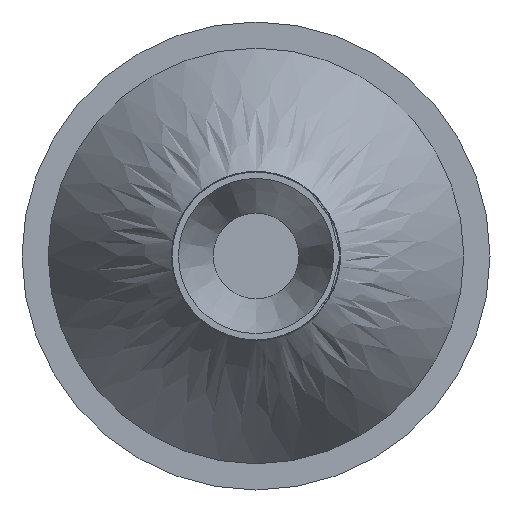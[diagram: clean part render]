
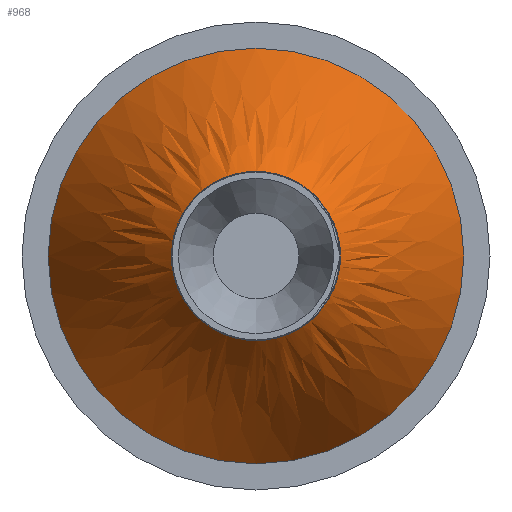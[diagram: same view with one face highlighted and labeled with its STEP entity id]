
A CAD part, front view. The second image highlights one B-rep face of the part: STEP entity #968.
In plain terms, the highlighted face is a revolution surface.
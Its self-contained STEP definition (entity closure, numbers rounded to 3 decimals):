
#968=ADVANCED_FACE('',(#2250,#2251),#2252,.T.);
#2250=FACE_OUTER_BOUND('',#4068,.T.);
#2251=FACE_OUTER_BOUND('',#4069,.T.);
#2252=SURFACE_OF_REVOLUTION('',#4070,#4071);
#4068=EDGE_LOOP('',(#12923));
#4069=EDGE_LOOP('',(#12924));
#4070=B_SPLINE_CURVE_WITH_KNOTS('',3,(#12925,#12926,#12927,#12928,#12929,#12930,#12931,#12932,#12933,#12934,#12935,#12936,#12937,#12938,#12939,#12940,#12941,#12942,#12943,#12944,#12945,#12946,#12947,#12948,#12949,#12950,#12951,#12952,#12953,#12954,#12955,#12956,#12957,#12958,#12959,#12960,#12961,#12962,#12963,#12964,#12965,#12966,#12967,#12968,#12969,#12970,#12971,#12972,#12973,#12974,#12975,#12976,#12977,#12978,#12979,#12980,#12981,#12982,#12983,#12984,#12985,#12986,#12987,#12988,#12989,#12990,#12991,#12992,#12993,#12994,#12995,#12996,#12997,#12998,#12999,#13000,#13001,#13002,#13003,#13004,#13005,#13006,#13007,#13008,#13009,#13010,#13011,#13012,#13013,#13014,#13015,#13016,#13017,#13018,#13019,#13020,#13021,#13022),.UNSPECIFIED.,.F.,.F.,(4,3,1,1,1,1,1,1,1,1,1,1,1,1,1,1,1,1,1,1,1,1,1,1,1,1,1,1,1,1,1,1,1,1,1,1,1,1,1,1,1,1,1,1,1,1,1,1,1,1,1,1,1,1,1,1,1,1,1,1,1,1,1,1,1,1,1,1,1,1,1,1,1,1,1,1,1,1,1,1,1,1,1,1,1,1,1,1,1,1,1,1,1,4),(-0.154,-0.017,-0.016,-0.016,-0.016,-0.016,-0.016,-0.015,-0.015,-0.015,-0.015,-0.014,-0.014,-0.014,-0.014,-0.013,-0.013,-0.013,-0.012,-0.012,-0.012,-0.011,-0.011,-0.011,-0.01,-0.01,-0.009,-0.009,-0.009,-0.008,-0.008,-0.007,-0.007,-0.007,-0.006,-0.006,-0.006,-0.005,-0.005,-0.005,-0.004,-0.004,-0.004,-0.004,-0.004,-0.003,-0.003,-0.003,-0.003,-0.003,-0.002,-0.002,-0.002,-0.002,-0.002,-0.002,-0.002,-0.002,-0.001,-0.001,-0.001,-0.001,-0.001,-0.001,-0.001,-0.001,-0.001,-0.001,-0.001,-0.001,-0.001,-0.001,0.,0.,0.,0.,0.,0.,0.,0.,0.,0.,0.,0.,0.,0.,0.,0.,0.,0.,0.,0.,0.,0.),.UNSPECIFIED.);
#4071=AXIS1_PLACEMENT('',#13023,#13024);
#12923=ORIENTED_EDGE('',*,*,#25732,.F.);
#12924=ORIENTED_EDGE('',*,*,#26684,.T.);
#12925=CARTESIAN_POINT('',(5.854,0.,0.0));
#12926=CARTESIAN_POINT('',(5.87,0.017,0.0));
#12927=CARTESIAN_POINT('',(5.885,0.034,0.0));
#12928=CARTESIAN_POINT('',(5.9,0.051,0.0));
#12929=CARTESIAN_POINT('',(5.94,0.096,0.0));
#12930=CARTESIAN_POINT('',(6.022,0.187,0.0));
#12931=CARTESIAN_POINT('',(6.144,0.326,0.0));
#12932=CARTESIAN_POINT('',(6.27,0.471,0.0));
#12933=CARTESIAN_POINT('',(6.399,0.621,0.0));
#12934=CARTESIAN_POINT('',(6.53,0.777,0.0));
#12935=CARTESIAN_POINT('',(6.665,0.939,0.0));
#12936=CARTESIAN_POINT('',(6.804,1.108,0.0));
#12937=CARTESIAN_POINT('',(6.945,1.284,0.0));
#12938=CARTESIAN_POINT('',(7.091,1.467,0.0));
#12939=CARTESIAN_POINT('',(7.239,1.658,0.0));
#12940=CARTESIAN_POINT('',(7.392,1.856,0.0));
#12941=CARTESIAN_POINT('',(7.548,2.063,0.0));
#12942=CARTESIAN_POINT('',(7.708,2.278,0.0));
#12943=CARTESIAN_POINT('',(7.873,2.504,0.0));
#12944=CARTESIAN_POINT('',(8.044,2.742,0.0));
#12945=CARTESIAN_POINT('',(8.223,2.995,0.0));
#12946=CARTESIAN_POINT('',(8.407,3.262,0.0));
#12947=CARTESIAN_POINT('',(8.598,3.543,0.0));
#12948=CARTESIAN_POINT('',(8.793,3.837,0.0));
#12949=CARTESIAN_POINT('',(8.993,4.142,0.0));
#12950=CARTESIAN_POINT('',(9.195,4.458,0.0));
#12951=CARTESIAN_POINT('',(9.399,4.784,0.0));
#12952=CARTESIAN_POINT('',(9.605,5.117,0.0));
#12953=CARTESIAN_POINT('',(9.811,5.457,0.0));
#12954=CARTESIAN_POINT('',(10.015,5.801,0.0));
#12955=CARTESIAN_POINT('',(10.218,6.146,0.0));
#12956=CARTESIAN_POINT('',(10.418,6.493,0.0));
#12957=CARTESIAN_POINT('',(10.615,6.837,0.0));
#12958=CARTESIAN_POINT('',(10.807,7.178,0.0));
#12959=CARTESIAN_POINT('',(10.994,7.514,0.0));
#12960=CARTESIAN_POINT('',(11.175,7.844,0.0));
#12961=CARTESIAN_POINT('',(11.35,8.165,0.0));
#12962=CARTESIAN_POINT('',(11.519,8.477,0.0));
#12963=CARTESIAN_POINT('',(11.681,8.779,0.0));
#12964=CARTESIAN_POINT('',(11.836,9.07,0.0));
#12965=CARTESIAN_POINT('',(11.984,9.35,0.0));
#12966=CARTESIAN_POINT('',(12.125,9.618,0.0));
#12967=CARTESIAN_POINT('',(12.26,9.875,0.0));
#12968=CARTESIAN_POINT('',(12.387,10.119,0.0));
#12969=CARTESIAN_POINT('',(12.509,10.352,0.0));
#12970=CARTESIAN_POINT('',(12.624,10.574,0.0));
#12971=CARTESIAN_POINT('',(12.733,10.784,0.0));
#12972=CARTESIAN_POINT('',(12.836,10.983,0.0));
#12973=CARTESIAN_POINT('',(12.933,11.172,0.0));
#12974=CARTESIAN_POINT('',(13.026,11.35,0.0));
#12975=CARTESIAN_POINT('',(13.113,11.519,0.0));
#12976=CARTESIAN_POINT('',(13.196,11.678,0.0));
#12977=CARTESIAN_POINT('',(13.274,11.829,0.0));
#12978=CARTESIAN_POINT('',(13.347,11.971,0.0));
#12979=CARTESIAN_POINT('',(13.417,12.105,0.0));
#12980=CARTESIAN_POINT('',(13.483,12.231,0.0));
#12981=CARTESIAN_POINT('',(13.545,12.35,0.0));
#12982=CARTESIAN_POINT('',(13.604,12.463,0.0));
#12983=CARTESIAN_POINT('',(13.66,12.568,0.0));
#12984=CARTESIAN_POINT('',(13.713,12.668,0.0));
#12985=CARTESIAN_POINT('',(13.762,12.762,0.0));
#12986=CARTESIAN_POINT('',(13.809,12.851,0.0));
#12987=CARTESIAN_POINT('',(13.854,12.934,0.0));
#12988=CARTESIAN_POINT('',(13.896,13.013,0.0));
#12989=CARTESIAN_POINT('',(13.936,13.087,0.0));
#12990=CARTESIAN_POINT('',(13.974,13.157,0.0));
#12991=CARTESIAN_POINT('',(14.009,13.223,0.0));
#12992=CARTESIAN_POINT('',(14.043,13.285,0.0));
#12993=CARTESIAN_POINT('',(14.075,13.343,0.0));
#12994=CARTESIAN_POINT('',(14.105,13.398,0.0));
#12995=CARTESIAN_POINT('',(14.134,13.449,0.0));
#12996=CARTESIAN_POINT('',(14.161,13.498,0.0));
#12997=CARTESIAN_POINT('',(14.186,13.543,0.0));
#12998=CARTESIAN_POINT('',(14.21,13.586,0.0));
#12999=CARTESIAN_POINT('',(14.233,13.627,0.0));
#13000=CARTESIAN_POINT('',(14.255,13.664,0.0));
#13001=CARTESIAN_POINT('',(14.275,13.7,0.0));
#13002=CARTESIAN_POINT('',(14.294,13.733,0.0));
#13003=CARTESIAN_POINT('',(14.312,13.764,0.0));
#13004=CARTESIAN_POINT('',(14.329,13.794,0.0));
#13005=CARTESIAN_POINT('',(14.345,13.821,0.0));
#13006=CARTESIAN_POINT('',(14.361,13.846,0.0));
#13007=CARTESIAN_POINT('',(14.375,13.87,0.0));
#13008=CARTESIAN_POINT('',(14.388,13.892,0.0));
#13009=CARTESIAN_POINT('',(14.4,13.913,0.0));
#13010=CARTESIAN_POINT('',(14.412,13.932,0.0));
#13011=CARTESIAN_POINT('',(14.423,13.95,0.0));
#13012=CARTESIAN_POINT('',(14.433,13.966,0.0));
#13013=CARTESIAN_POINT('',(14.442,13.981,0.0));
#13014=CARTESIAN_POINT('',(14.451,13.995,0.0));
#13015=CARTESIAN_POINT('',(14.459,14.008,0.0));
#13016=CARTESIAN_POINT('',(14.466,14.02,0.0));
#13017=CARTESIAN_POINT('',(14.473,14.03,0.0));
#13018=CARTESIAN_POINT('',(14.479,14.04,0.0));
#13019=CARTESIAN_POINT('',(14.485,14.048,0.0));
#13020=CARTESIAN_POINT('',(14.489,14.055,0.0));
#13021=CARTESIAN_POINT('',(14.492,14.059,0.0));
#13022=CARTESIAN_POINT('',(14.493,14.06,0.0));
#13023=CARTESIAN_POINT('',(0.,0.0,0.0));
#13024=DIRECTION('',(0.,1.0,-0.0));
#25732=EDGE_CURVE('',#27776,#27776,#27777,.T.);
#26684=EDGE_CURVE('',#29390,#29390,#29391,.T.);
#27776=VERTEX_POINT('',#30841);
#27777=CIRCLE('',#30842,5.854);
#29390=VERTEX_POINT('',#33756);
#29391=CIRCLE('',#33757,14.493);
#30841=CARTESIAN_POINT('',(5.854,0.,0.0));
#30842=AXIS2_PLACEMENT_3D('',#36481,#36482,#36483);
#33756=CARTESIAN_POINT('',(14.493,14.06,0.0));
#33757=AXIS2_PLACEMENT_3D('',#36519,#36520,#36521);
#36481=CARTESIAN_POINT('',(0.0,0.0,0.0));
#36482=DIRECTION('',(0.,-1.0,0.0));
#36483=DIRECTION('',(1.0,0.,0.0));
#36519=CARTESIAN_POINT('',(0.,14.06,0.0));
#36520=DIRECTION('',(0.,-1.0,0.0));
#36521=DIRECTION('',(1.0,0.,0.0));
